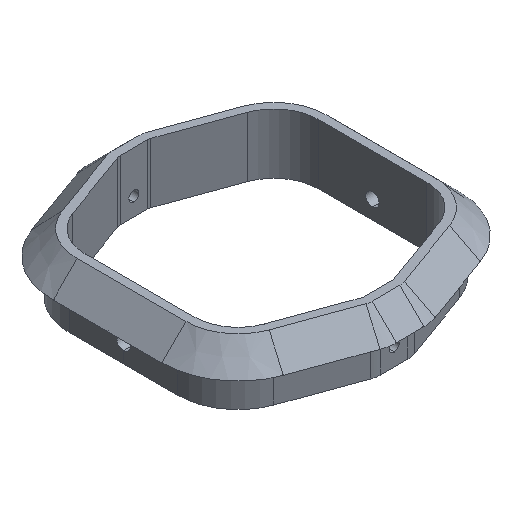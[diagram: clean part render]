
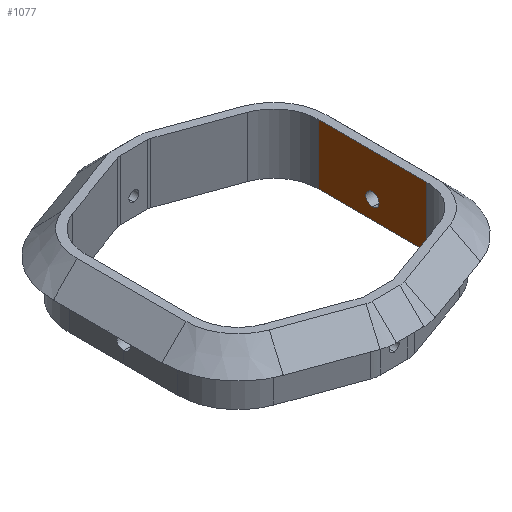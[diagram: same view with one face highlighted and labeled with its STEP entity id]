
A CAD part, isometric view. The second image highlights one B-rep face of the part: STEP entity #1077.
In plain terms, the highlighted planar face has unit normal (-1, 0, 0).
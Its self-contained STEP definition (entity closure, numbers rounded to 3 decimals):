
#27 = VERTEX_POINT ( 'NONE', #278 ) ;
#49 = CARTESIAN_POINT ( 'NONE',  ( 29.1, -13.596, 19. ) ) ;
#179 = ORIENTED_EDGE ( 'NONE', *, *, #1983, .F. ) ;
#192 = VECTOR ( 'NONE', #531, 1000. ) ;
#233 = CIRCLE ( 'NONE', #1579, 1.65 ) ;
#278 = CARTESIAN_POINT ( 'NONE',  ( 29.1, 0., 21.85 ) ) ;
#471 = DIRECTION ( 'NONE',  ( 0., 0., 1. ) ) ;
#522 = VERTEX_POINT ( 'NONE', #1456 ) ;
#531 = DIRECTION ( 'NONE',  ( 0., 0., 1. ) ) ;
#534 = VECTOR ( 'NONE', #1183, 1000. ) ;
#551 = VERTEX_POINT ( 'NONE', #2205 ) ;
#571 = AXIS2_PLACEMENT_3D ( 'NONE', #1104, #1841, #684 ) ;
#628 = VERTEX_POINT ( 'NONE', #2083 ) ;
#657 = VECTOR ( 'NONE', #1192, 1000. ) ;
#682 = EDGE_LOOP ( 'NONE', ( #2346, #1409, #179, #1639 ) ) ;
#683 = EDGE_CURVE ( 'NONE', #628, #27, #233, .T. ) ;
#684 = DIRECTION ( 'NONE',  ( 0., 1., 0. ) ) ;
#689 = CARTESIAN_POINT ( 'NONE',  ( 29.1, -13.596, 19. ) ) ;
#786 = DIRECTION ( 'NONE',  ( 0., 1., 0. ) ) ;
#790 = CARTESIAN_POINT ( 'NONE',  ( 29.1, -13.596, 34. ) ) ;
#802 = LINE ( 'NONE', #790, #534 ) ;
#1040 = AXIS2_PLACEMENT_3D ( 'NONE', #49, #1417, #1174 ) ;
#1077 = ADVANCED_FACE ( 'NONE', ( #2323, #2312 ), #2301, .F. ) ;
#1080 = EDGE_CURVE ( 'NONE', #551, #522, #802, .T. ) ;
#1104 = CARTESIAN_POINT ( 'NONE',  ( 29.1, 0., 23.5 ) ) ;
#1168 = DIRECTION ( 'NONE',  ( 1., 0., 0. ) ) ;
#1174 = DIRECTION ( 'NONE',  ( 0., 1., 0. ) ) ;
#1183 = DIRECTION ( 'NONE',  ( 0., 1., 0. ) ) ;
#1192 = DIRECTION ( 'NONE',  ( 0., 1., 0. ) ) ;
#1209 = CARTESIAN_POINT ( 'NONE',  ( 29.1, 13.596, 19. ) ) ;
#1274 = ORIENTED_EDGE ( 'NONE', *, *, #1367, .T. ) ;
#1294 = CARTESIAN_POINT ( 'NONE',  ( 29.1, -13.596, 19. ) ) ;
#1367 = EDGE_CURVE ( 'NONE', #27, #628, #1873, .T. ) ;
#1406 = VECTOR ( 'NONE', #471, 1000. ) ;
#1409 = ORIENTED_EDGE ( 'NONE', *, *, #1080, .T. ) ;
#1417 = DIRECTION ( 'NONE',  ( 1., 0., 0. ) ) ;
#1456 = CARTESIAN_POINT ( 'NONE',  ( 29.1, 13.596, 34. ) ) ;
#1513 = ORIENTED_EDGE ( 'NONE', *, *, #683, .T. ) ;
#1539 = EDGE_LOOP ( 'NONE', ( #1274, #1513 ) ) ;
#1579 = AXIS2_PLACEMENT_3D ( 'NONE', #2285, #1168, #786 ) ;
#1639 = ORIENTED_EDGE ( 'NONE', *, *, #1839, .F. ) ;
#1839 = EDGE_CURVE ( 'NONE', #2002, #1900, #2124, .T. ) ;
#1841 = DIRECTION ( 'NONE',  ( 1., 0., 0. ) ) ;
#1873 = CIRCLE ( 'NONE', #571, 1.65 ) ;
#1900 = VERTEX_POINT ( 'NONE', #1209 ) ;
#1983 = EDGE_CURVE ( 'NONE', #1900, #522, #2150, .T. ) ;
#2002 = VERTEX_POINT ( 'NONE', #2026 ) ;
#2026 = CARTESIAN_POINT ( 'NONE',  ( 29.1, -13.596, 19. ) ) ;
#2083 = CARTESIAN_POINT ( 'NONE',  ( 29.1, 0., 25.15 ) ) ;
#2124 = LINE ( 'NONE', #689, #657 ) ;
#2150 = LINE ( 'NONE', #2334, #1406 ) ;
#2205 = CARTESIAN_POINT ( 'NONE',  ( 29.1, -13.596, 34. ) ) ;
#2285 = CARTESIAN_POINT ( 'NONE',  ( 29.1, 0., 23.5 ) ) ;
#2301 = PLANE ( 'NONE',  #1040 ) ;
#2312 = FACE_OUTER_BOUND ( 'NONE', #682, .T. ) ;
#2323 = FACE_BOUND ( 'NONE', #1539, .T. ) ;
#2334 = CARTESIAN_POINT ( 'NONE',  ( 29.1, 13.596, 19. ) ) ;
#2346 = ORIENTED_EDGE ( 'NONE', *, *, #2369, .T. ) ;
#2369 = EDGE_CURVE ( 'NONE', #2002, #551, #2421, .T. ) ;
#2421 = LINE ( 'NONE', #1294, #192 ) ;
